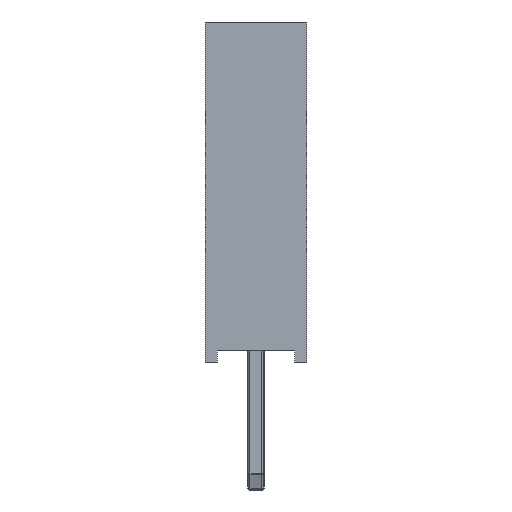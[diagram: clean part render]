
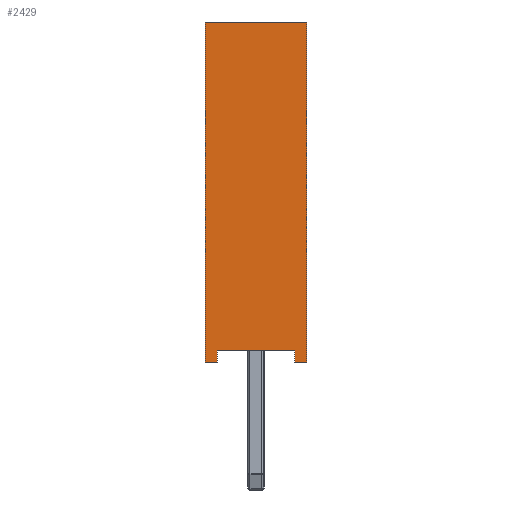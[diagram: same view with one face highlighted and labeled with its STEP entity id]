
A CAD part, left-side view. The second image highlights one B-rep face of the part: STEP entity #2429.
In plain terms, the highlighted planar face has unit normal (-1, 0, 0).
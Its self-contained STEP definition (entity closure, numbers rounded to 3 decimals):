
#333=FACE_OUTER_BOUND('',#484,.T.);
#484=EDGE_LOOP('',(#1585,#1586,#1587,#1588,#1589,#1590,#1591,#1592));
#650=LINE('',#3787,#836);
#652=LINE('',#3793,#838);
#655=LINE('',#3798,#841);
#660=LINE('',#3812,#846);
#661=LINE('',#3815,#847);
#664=LINE('',#3821,#850);
#665=LINE('',#3823,#851);
#666=LINE('',#3824,#852);
#836=VECTOR('',#2965,10.);
#838=VECTOR('',#2969,10.);
#841=VECTOR('',#2974,10.);
#846=VECTOR('',#2989,10.);
#847=VECTOR('',#2992,10.);
#850=VECTOR('',#2997,10.);
#851=VECTOR('',#2998,10.);
#852=VECTOR('',#2999,10.);
#1020=VERTEX_POINT('',#3781);
#1022=VERTEX_POINT('',#3785);
#1023=VERTEX_POINT('',#3789);
#1025=VERTEX_POINT('',#3792);
#1030=VERTEX_POINT('',#3810);
#1031=VERTEX_POINT('',#3814);
#1033=VERTEX_POINT('',#3820);
#1034=VERTEX_POINT('',#3822);
#1218=EDGE_CURVE('',#1020,#1022,#650,.T.);
#1220=EDGE_CURVE('',#1025,#1023,#652,.T.);
#1223=EDGE_CURVE('',#1022,#1025,#655,.T.);
#1232=EDGE_CURVE('',#1023,#1030,#660,.T.);
#1233=EDGE_CURVE('',#1031,#1020,#661,.T.);
#1236=EDGE_CURVE('',#1030,#1033,#664,.T.);
#1237=EDGE_CURVE('',#1034,#1033,#665,.T.);
#1238=EDGE_CURVE('',#1031,#1034,#666,.T.);
#1585=ORIENTED_EDGE('',*,*,#1218,.T.);
#1586=ORIENTED_EDGE('',*,*,#1223,.T.);
#1587=ORIENTED_EDGE('',*,*,#1220,.T.);
#1588=ORIENTED_EDGE('',*,*,#1232,.T.);
#1589=ORIENTED_EDGE('',*,*,#1236,.T.);
#1590=ORIENTED_EDGE('',*,*,#1237,.F.);
#1591=ORIENTED_EDGE('',*,*,#1238,.F.);
#1592=ORIENTED_EDGE('',*,*,#1233,.T.);
#2233=PLANE('',#2637);
#2429=ADVANCED_FACE('',(#333),#2233,.T.);
#2637=AXIS2_PLACEMENT_3D('',#3819,#2995,#2996);
#2965=DIRECTION('',(0.,0.,1.));
#2969=DIRECTION('',(0.,0.,-1.));
#2974=DIRECTION('',(0.,-1.,0.));
#2989=DIRECTION('',(0.,-1.,0.));
#2992=DIRECTION('',(0.,-1.,0.));
#2995=DIRECTION('center_axis',(-1.,0.,0.));
#2996=DIRECTION('ref_axis',(0.,-1.,0.));
#2997=DIRECTION('',(0.,0.,1.));
#2998=DIRECTION('',(0.,-1.,0.));
#2999=DIRECTION('',(0.,0.,1.));
#3781=CARTESIAN_POINT('',(-1.27,0.97,0.));
#3785=CARTESIAN_POINT('',(-1.27,0.97,0.3));
#3787=CARTESIAN_POINT('',(-1.27,0.97,0.));
#3789=CARTESIAN_POINT('',(-1.27,-0.97,0.));
#3792=CARTESIAN_POINT('',(-1.27,-0.97,0.3));
#3793=CARTESIAN_POINT('',(-1.27,-0.97,0.));
#3798=CARTESIAN_POINT('',(-1.27,0.635,0.3));
#3810=CARTESIAN_POINT('',(-1.27,-1.27,0.));
#3812=CARTESIAN_POINT('',(-1.27,1.27,0.));
#3814=CARTESIAN_POINT('',(-1.27,1.27,0.));
#3815=CARTESIAN_POINT('',(-1.27,1.27,0.));
#3819=CARTESIAN_POINT('Origin',(-1.27,1.27,0.));
#3820=CARTESIAN_POINT('',(-1.27,-1.27,8.5));
#3821=CARTESIAN_POINT('',(-1.27,-1.27,0.));
#3822=CARTESIAN_POINT('',(-1.27,1.27,8.5));
#3823=CARTESIAN_POINT('',(-1.27,1.27,8.5));
#3824=CARTESIAN_POINT('',(-1.27,1.27,0.));
